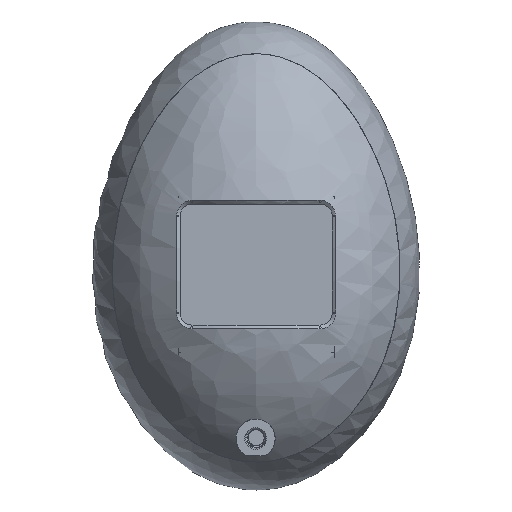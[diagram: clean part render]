
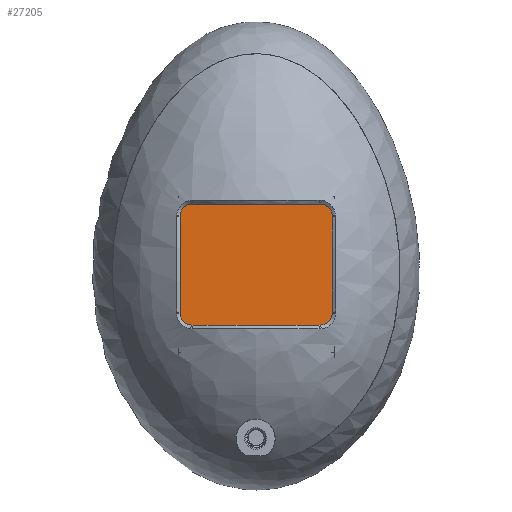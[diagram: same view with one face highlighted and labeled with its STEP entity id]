
A CAD part, front view. The second image highlights one B-rep face of the part: STEP entity #27205.
In plain terms, the highlighted planar face has unit normal (0, -1, 0).
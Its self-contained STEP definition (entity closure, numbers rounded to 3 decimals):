
#1568=CIRCLE('',#29150,0.5);
#1569=CIRCLE('',#29153,0.5);
#1570=CIRCLE('',#29154,0.5);
#1571=CIRCLE('',#29155,0.5);
#3454=FACE_OUTER_BOUND('',#5032,.T.);
#5032=EDGE_LOOP('',(#24774,#24775,#24776,#24777,#24778,#24779,#24780,#24781));
#7813=LINE('',#50763,#10600);
#7816=LINE('',#50769,#10603);
#7817=LINE('',#50773,#10604);
#7818=LINE('',#50777,#10605);
#10600=VECTOR('',#35544,10.);
#10603=VECTOR('',#35549,10.);
#10604=VECTOR('',#35552,10.);
#10605=VECTOR('',#35555,10.);
#13169=VERTEX_POINT('',#50756);
#13170=VERTEX_POINT('',#50758);
#13171=VERTEX_POINT('',#50762);
#13173=VERTEX_POINT('',#50768);
#13174=VERTEX_POINT('',#50770);
#13175=VERTEX_POINT('',#50772);
#13176=VERTEX_POINT('',#50774);
#13177=VERTEX_POINT('',#50776);
#17038=EDGE_CURVE('',#13169,#13170,#1568,.T.);
#17040=EDGE_CURVE('',#13170,#13171,#7813,.T.);
#17043=EDGE_CURVE('',#13173,#13169,#7816,.T.);
#17044=EDGE_CURVE('',#13174,#13173,#1569,.T.);
#17045=EDGE_CURVE('',#13175,#13174,#7817,.T.);
#17046=EDGE_CURVE('',#13176,#13175,#1570,.T.);
#17047=EDGE_CURVE('',#13177,#13176,#7818,.T.);
#17048=EDGE_CURVE('',#13171,#13177,#1571,.T.);
#24774=ORIENTED_EDGE('',*,*,#17038,.F.);
#24775=ORIENTED_EDGE('',*,*,#17043,.F.);
#24776=ORIENTED_EDGE('',*,*,#17044,.F.);
#24777=ORIENTED_EDGE('',*,*,#17045,.F.);
#24778=ORIENTED_EDGE('',*,*,#17046,.F.);
#24779=ORIENTED_EDGE('',*,*,#17047,.F.);
#24780=ORIENTED_EDGE('',*,*,#17048,.F.);
#24781=ORIENTED_EDGE('',*,*,#17040,.F.);
#25763=PLANE('',#29152);
#27205=ADVANCED_FACE('',(#3454),#25763,.F.);
#29150=AXIS2_PLACEMENT_3D('',#50759,#35539,#35540);
#29152=AXIS2_PLACEMENT_3D('',#50767,#35547,#35548);
#29153=AXIS2_PLACEMENT_3D('',#50771,#35550,#35551);
#29154=AXIS2_PLACEMENT_3D('',#50775,#35553,#35554);
#29155=AXIS2_PLACEMENT_3D('',#50778,#35556,#35557);
#35539=DIRECTION('center_axis',(0.,1.,0.));
#35540=DIRECTION('ref_axis',(0.707,0.,0.707));
#35544=DIRECTION('',(0.,0.,-1.));
#35547=DIRECTION('center_axis',(0.,1.,0.));
#35548=DIRECTION('ref_axis',(-1.,0.,0.));
#35549=DIRECTION('',(1.,0.,0.));
#35550=DIRECTION('center_axis',(0.,1.,0.));
#35551=DIRECTION('ref_axis',(-0.707,0.,0.707));
#35552=DIRECTION('',(0.,0.,1.));
#35553=DIRECTION('center_axis',(0.,1.,0.));
#35554=DIRECTION('ref_axis',(-0.707,0.,-0.707));
#35555=DIRECTION('',(-1.,0.,0.));
#35556=DIRECTION('center_axis',(0.,1.,0.));
#35557=DIRECTION('ref_axis',(0.707,0.,-0.707));
#50756=CARTESIAN_POINT('',(9.4,-17.,7.55));
#50758=CARTESIAN_POINT('',(9.9,-17.,7.05));
#50759=CARTESIAN_POINT('Origin',(9.4,-17.,7.05));
#50762=CARTESIAN_POINT('',(9.9,-17.,-9.25));
#50763=CARTESIAN_POINT('',(9.9,-17.,7.55));
#50767=CARTESIAN_POINT('Origin',(0.,-17.,-1.1));
#50768=CARTESIAN_POINT('',(-9.4,-17.,7.55));
#50769=CARTESIAN_POINT('',(-9.9,-17.,7.55));
#50770=CARTESIAN_POINT('',(-9.9,-17.,7.05));
#50771=CARTESIAN_POINT('Origin',(-9.4,-17.,7.05));
#50772=CARTESIAN_POINT('',(-9.9,-17.,-9.25));
#50773=CARTESIAN_POINT('',(-9.9,-17.,-9.75));
#50774=CARTESIAN_POINT('',(-9.4,-17.,-9.75));
#50775=CARTESIAN_POINT('Origin',(-9.4,-17.,-9.25));
#50776=CARTESIAN_POINT('',(9.4,-17.,-9.75));
#50777=CARTESIAN_POINT('',(9.9,-17.,-9.75));
#50778=CARTESIAN_POINT('Origin',(9.4,-17.,-9.25));
